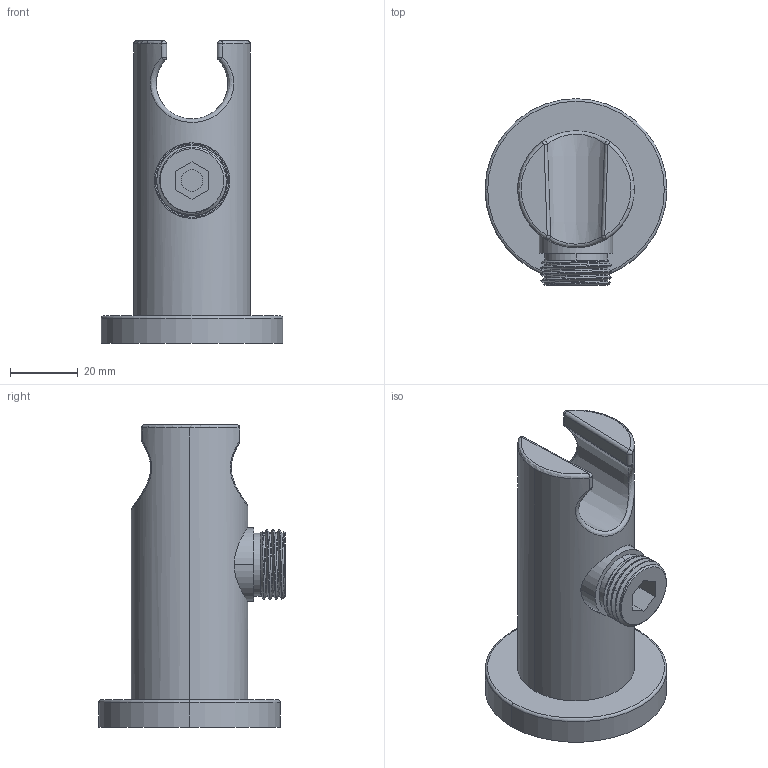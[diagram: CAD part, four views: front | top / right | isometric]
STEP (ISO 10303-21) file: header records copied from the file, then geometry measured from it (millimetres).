
FILE_DESCRIPTION((''),'2;1');
FILE_NAME('3-672','2024-11-13T09:02:30',('rsmith'),(''),'CREO PARAMETRIC BY PTC INC, 2023134','CREO PARAMETRIC BY PTC INC, 2023134','');
FILE_SCHEMA(('CONFIG_CONTROL_DESIGN'));
Length unit declared in the file: inch
Products named in the file (1): 3-672
Bounding box: 53.59 x 55.05 x 89.28 mm (x, y, z)
Volume: 82333.2 mm3; surface area: 17191.2 mm2
Topology: 1 solids, 1 shells, 71 faces, 156 edges, 94 vertices
Faces by surface type: cylinder 24, plane 18, bspline 10, sphere 8, cone 7, torus 4
Entity records: 4025 total; most frequent: CARTESIAN_POINT 2472, ORIENTED_EDGE 312, DIRECTION 310, EDGE_CURVE 156, AXIS2_PLACEMENT_3D 127, VERTEX_POINT 94, EDGE_LOOP 78, FACE_OUTER_BOUND 71
